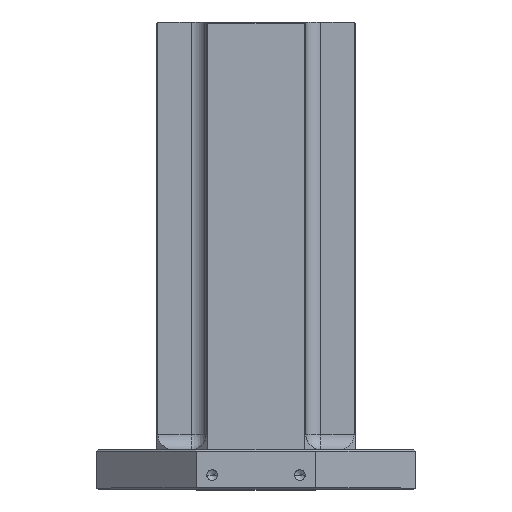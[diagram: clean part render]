
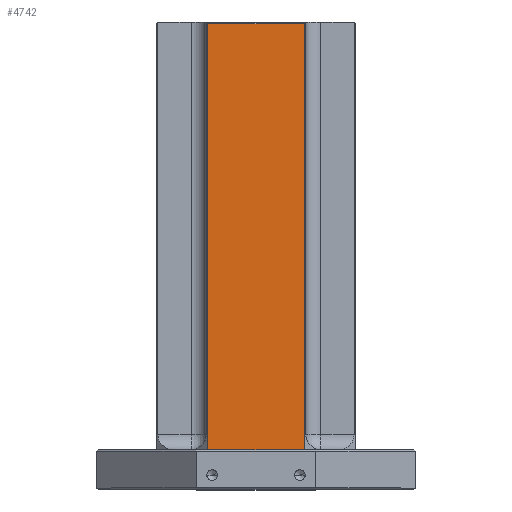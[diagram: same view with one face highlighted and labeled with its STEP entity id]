
A CAD part, top view. The second image highlights one B-rep face of the part: STEP entity #4742.
In plain terms, the highlighted planar face has unit normal (0, 0, 1).
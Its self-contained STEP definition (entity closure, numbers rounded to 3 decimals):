
#194 = VECTOR ( 'NONE', #1798, 1000. ) ;
#422 = DIRECTION ( 'NONE',  ( 0., 1., 0. ) ) ;
#626 = AXIS2_PLACEMENT_3D ( 'NONE', #4794, #6453, #4871 ) ;
#886 = CARTESIAN_POINT ( 'NONE',  ( 60.5, 50., 125. ) ) ;
#1139 = LINE ( 'NONE', #2941, #194 ) ;
#1258 = LINE ( 'NONE', #4453, #5399 ) ;
#1282 = VECTOR ( 'NONE', #422, 1000. ) ;
#1798 = DIRECTION ( 'NONE',  ( 0., -1., 0. ) ) ;
#1880 = DIRECTION ( 'NONE',  ( -1., 0., 0. ) ) ;
#1926 = CARTESIAN_POINT ( 'NONE',  ( -60.5, 50., 125. ) ) ;
#1979 = EDGE_CURVE ( 'NONE', #7895, #3045, #1139, .T. ) ;
#2277 = ORIENTED_EDGE ( 'NONE', *, *, #2934, .T. ) ;
#2335 = PLANE ( 'NONE',  #626 ) ;
#2934 = EDGE_CURVE ( 'NONE', #8194, #7895, #1258, .T. ) ;
#2941 = CARTESIAN_POINT ( 'NONE',  ( -60.5, 586.5, 125. ) ) ;
#3045 = VERTEX_POINT ( 'NONE', #1926 ) ;
#3932 = FACE_OUTER_BOUND ( 'NONE', #7936, .T. ) ;
#4048 = CARTESIAN_POINT ( 'NONE',  ( 60.5, 584.5, 125. ) ) ;
#4100 = VERTEX_POINT ( 'NONE', #886 ) ;
#4453 = CARTESIAN_POINT ( 'NONE',  ( 62.5, 584.5, 125. ) ) ;
#4492 = EDGE_CURVE ( 'NONE', #4100, #8194, #8049, .T. ) ;
#4742 = ADVANCED_FACE ( 'NONE', ( #3932 ), #2335, .F. ) ;
#4794 = CARTESIAN_POINT ( 'NONE',  ( 62.5, 586.5, 125. ) ) ;
#4809 = CARTESIAN_POINT ( 'NONE',  ( 60.5, 586.5, 125. ) ) ;
#4871 = DIRECTION ( 'NONE',  ( -1., 0., 0. ) ) ;
#5335 = DIRECTION ( 'NONE',  ( 1., 0., 0. ) ) ;
#5399 = VECTOR ( 'NONE', #1880, 1000. ) ;
#5527 = VECTOR ( 'NONE', #5335, 1000. ) ;
#5862 = ORIENTED_EDGE ( 'NONE', *, *, #6288, .T. ) ;
#6091 = ORIENTED_EDGE ( 'NONE', *, *, #1979, .T. ) ;
#6288 = EDGE_CURVE ( 'NONE', #3045, #4100, #6439, .T. ) ;
#6439 = LINE ( 'NONE', #7718, #5527 ) ;
#6453 = DIRECTION ( 'NONE',  ( 0., 0., -1. ) ) ;
#6705 = CARTESIAN_POINT ( 'NONE',  ( -60.5, 584.5, 125. ) ) ;
#7206 = ORIENTED_EDGE ( 'NONE', *, *, #4492, .T. ) ;
#7718 = CARTESIAN_POINT ( 'NONE',  ( 62.5, 50., 125. ) ) ;
#7895 = VERTEX_POINT ( 'NONE', #6705 ) ;
#7936 = EDGE_LOOP ( 'NONE', ( #5862, #7206, #2277, #6091 ) ) ;
#8049 = LINE ( 'NONE', #4809, #1282 ) ;
#8194 = VERTEX_POINT ( 'NONE', #4048 ) ;
